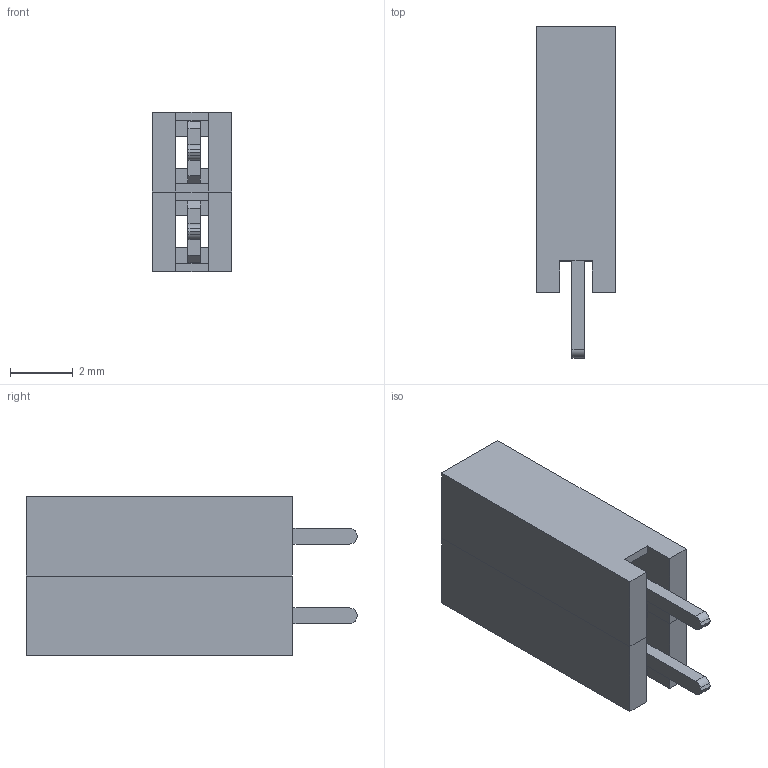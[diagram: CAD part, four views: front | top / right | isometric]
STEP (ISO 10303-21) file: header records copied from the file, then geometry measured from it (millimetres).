
FILE_DESCRIPTION (( 'STEP AP214' ), '1' );
FILE_NAME ('FemaleHeader2.STEP', '2015-10-03T04:31:53', ( '' ), ( '' ), 'SwSTEP 2.0', 'SolidWorks 2015', '' );
FILE_SCHEMA (( 'AUTOMOTIVE_DESIGN' ));
Length unit declared in the file: millimetre
Products named in the file (4): header; FemaleHeader2; pin
Assembly tree (4 placements, depth 3):
  FemaleHeader2
    header  x2
      header
      pin
Bounding box: 2.54 x 10.59 x 5.08 mm (x, y, z)
Volume: 79.7 mm3; surface area: 344.9 mm2
Topology: 4 solids, 4 shells, 84 faces, 228 edges, 152 vertices
Faces by surface type: plane 76, cylinder 8
Entity records: 1454 total; most frequent: CARTESIAN_POINT 240, ORIENTED_EDGE 228, DIRECTION 222, EDGE_CURVE 114, VECTOR 106, LINE 106, VERTEX_POINT 76, AXIS2_PLACEMENT_3D 58
